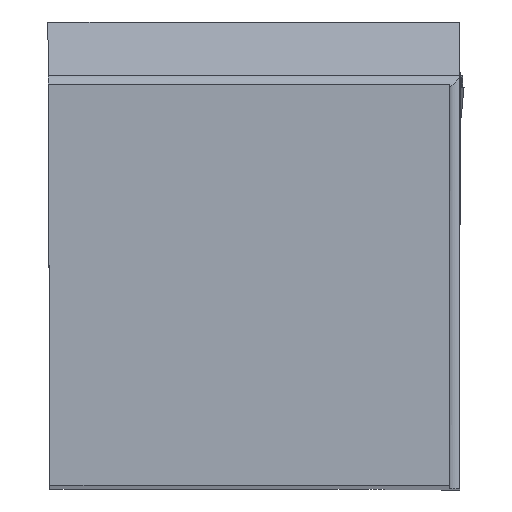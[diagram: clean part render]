
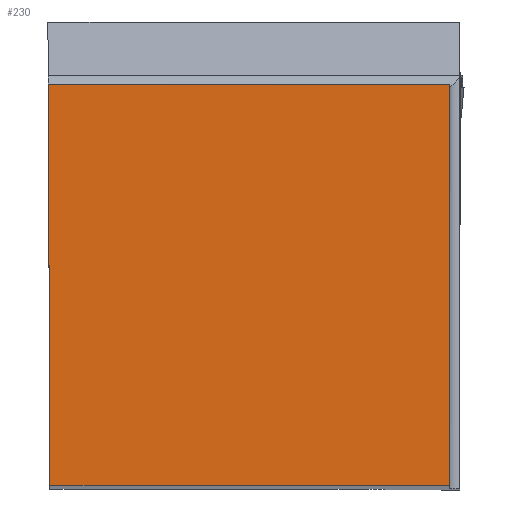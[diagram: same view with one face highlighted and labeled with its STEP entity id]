
A CAD part, top view. The second image highlights one B-rep face of the part: STEP entity #230.
In plain terms, the highlighted planar face has unit normal (0, 0, 1).
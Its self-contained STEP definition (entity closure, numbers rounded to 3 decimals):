
#230=ADVANCED_FACE('CU_BACK_SU1',(#346),#307,.F.);
#307=PLANE('',#1652);
#346=FACE_OUTER_BOUND('',#423,.T.);
#423=EDGE_LOOP('',(#525,#526,#527,#528));
#525=ORIENTED_EDGE('',*,*,#1086,.T.);
#526=ORIENTED_EDGE('',*,*,#1093,.T.);
#527=ORIENTED_EDGE('',*,*,#1094,.T.);
#528=ORIENTED_EDGE('',*,*,#1089,.F.);
#942=VERTEX_POINT('',#2204);
#943=VERTEX_POINT('',#2206);
#944=VERTEX_POINT('',#2211);
#947=VERTEX_POINT('',#2219);
#1086=EDGE_CURVE('',#943,#942,#1297,.T.);
#1089=EDGE_CURVE('',#943,#944,#1300,.T.);
#1093=EDGE_CURVE('',#942,#947,#1303,.T.);
#1094=EDGE_CURVE('',#947,#944,#1304,.T.);
#1297=LINE('',#2205,#1431);
#1300=LINE('',#2210,#1434);
#1303=LINE('',#2218,#1437);
#1304=LINE('',#2220,#1438);
#1431=VECTOR('',#1796,1.);
#1434=VECTOR('',#1801,1.);
#1437=VECTOR('',#1808,1.);
#1438=VECTOR('',#1809,1.);
#1652=AXIS2_PLACEMENT_3D('',#2221,#1810,#1811);
#1796=DIRECTION('',(1.,0.,0.));
#1801=DIRECTION('',(-0.004,1.,0.));
#1808=DIRECTION('',(0.,1.,0.));
#1809=DIRECTION('',(-1.,0.,0.));
#1810=DIRECTION('',(0.,0.,-1.));
#1811=DIRECTION('',(-1.,0.,0.));
#2204=CARTESIAN_POINT('',(37.973,0.,0.));
#2205=CARTESIAN_POINT('',(63.408,0.,0.));
#2206=CARTESIAN_POINT('',(0.166,0.,0.));
#2210=CARTESIAN_POINT('',(-0.086,57.696,0.));
#2211=CARTESIAN_POINT('',(0.,37.973,0.));
#2218=CARTESIAN_POINT('',(37.973,57.973,0.));
#2219=CARTESIAN_POINT('',(37.973,37.973,0.));
#2220=CARTESIAN_POINT('',(63.408,37.973,0.));
#2221=CARTESIAN_POINT('',(63.408,57.973,0.));
